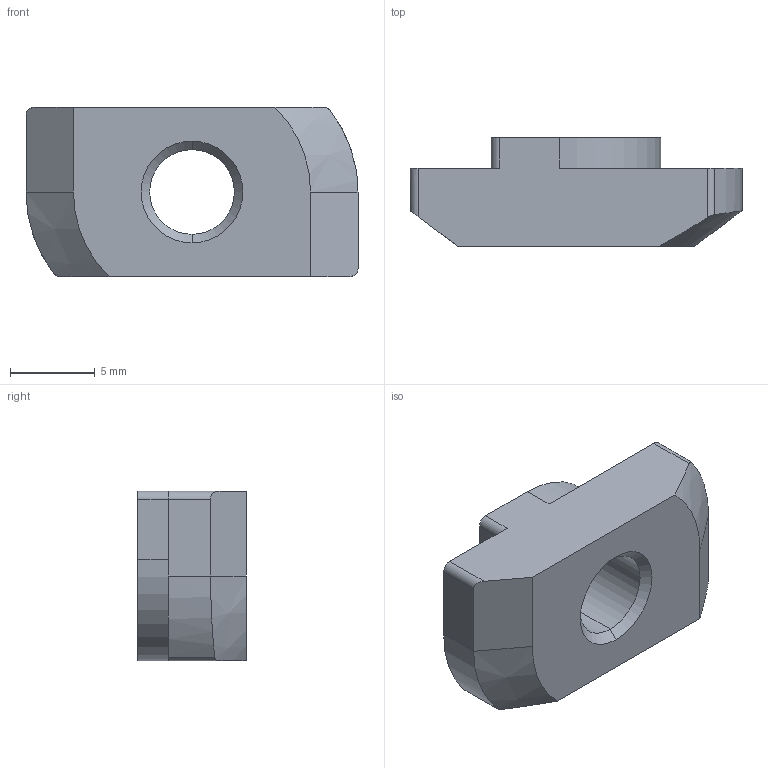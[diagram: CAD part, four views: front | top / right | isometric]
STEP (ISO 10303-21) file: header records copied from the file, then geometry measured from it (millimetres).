
FILE_DESCRIPTION (( 'STEP AP203' ), '1' );
FILE_NAME ('C183 Ò-ãàéêà Ì6, ïàç 10.step', '2026-01-22T13:47:54', ( '' ), ( '' ), 'SwSTEP 2.0', 'SolidWorks 2026', '' );
FILE_SCHEMA (( 'CONFIG_CONTROL_DESIGN' ));
Length unit declared in the file: millimetre
Products named in the file (2): C183 Т-гайка М6, паз 10_с резьбой; C183 Т-гайка М6, паз 10
Assembly tree (1 placements, depth 2):
  C183 Т-гайка М6, паз 10
    C183 Т-гайка М6, паз 10_с резьбой
Bounding box: 19.6 x 6.4 x 10 mm (x, y, z)
Volume: 839.1 mm3; surface area: 713.5 mm2
Topology: 1 solids, 1 shells, 30 faces, 78 edges, 50 vertices
Faces by surface type: cylinder 12, plane 12, cone 6
Entity records: 1140 total; most frequent: CARTESIAN_POINT 202, DIRECTION 162, ORIENTED_EDGE 156, EDGE_CURVE 78, AXIS2_PLACEMENT_3D 58, VERTEX_POINT 50, VECTOR 46, LINE 46
